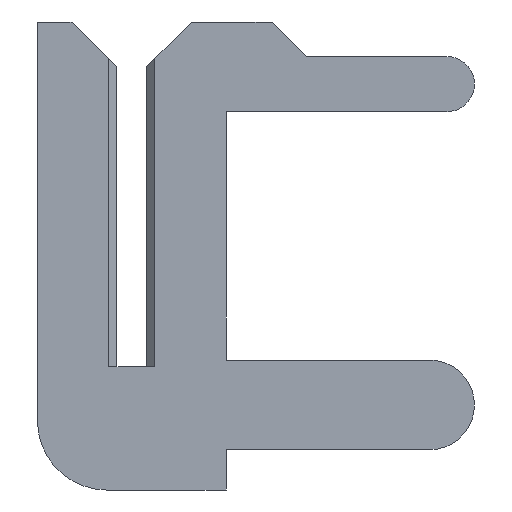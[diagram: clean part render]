
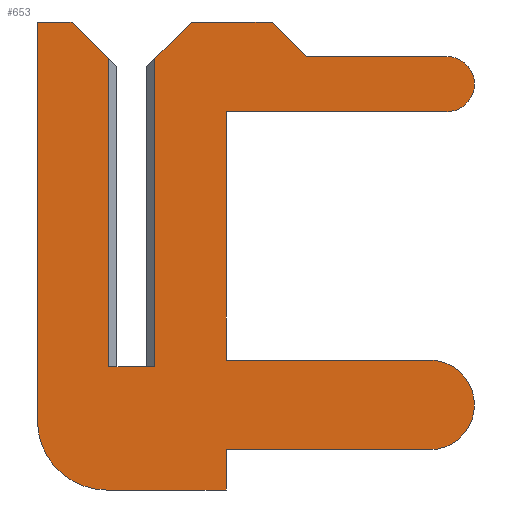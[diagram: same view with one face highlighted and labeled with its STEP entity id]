
A CAD part, left-side view. The second image highlights one B-rep face of the part: STEP entity #653.
In plain terms, the highlighted planar face has unit normal (-1, 0, 0).
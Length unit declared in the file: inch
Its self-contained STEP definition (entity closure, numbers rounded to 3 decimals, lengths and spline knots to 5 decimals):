
#32 = VECTOR ( 'NONE', #918, 39.37008 ) ;
#34 = CARTESIAN_POINT ( 'NONE',  ( -0.01, -0.041, 0.003 ) ) ;
#44 = LINE ( 'NONE', #852, #889 ) ;
#50 = ORIENTED_EDGE ( 'NONE', *, *, #1288, .F. ) ;
#58 = ORIENTED_EDGE ( 'NONE', *, *, #1311, .F. ) ;
#60 = VERTEX_POINT ( 'NONE', #490 ) ;
#67 = ORIENTED_EDGE ( 'NONE', *, *, #156, .F. ) ;
#71 = ORIENTED_EDGE ( 'NONE', *, *, #345, .F. ) ;
#85 = ORIENTED_EDGE ( 'NONE', *, *, #1010, .F. ) ;
#98 = CARTESIAN_POINT ( 'NONE',  ( -0.01, -0.076, 0.135 ) ) ;
#104 = VERTEX_POINT ( 'NONE', #276 ) ;
#118 = VECTOR ( 'NONE', #1182, 39.37008 ) ;
#136 = ORIENTED_EDGE ( 'NONE', *, *, #1045, .F. ) ;
#141 = CARTESIAN_POINT ( 'NONE',  ( -0.01, -0.041, -0.0535 ) ) ;
#145 = PLANE ( 'NONE',  #639 ) ;
#153 = CARTESIAN_POINT ( 'NONE',  ( -0.01, -0.041, -0.0535 ) ) ;
#156 = EDGE_CURVE ( 'NONE', #994, #60, #723, .T. ) ;
#165 = CARTESIAN_POINT ( 'NONE',  ( -0.01, 0.01, 0.134 ) ) ;
#178 = CIRCLE ( 'NONE', #1379, 0.03 ) ;
#179 = EDGE_LOOP ( 'NONE', ( #184, #1229, #504, #734, #540, #1414, #882, #71, #85, #136, #215, #58, #610, #67, #1223, #1524, #50, #1309, #728 ) ) ;
#184 = ORIENTED_EDGE ( 'NONE', *, *, #953, .F. ) ;
#197 = EDGE_CURVE ( 'NONE', #279, #1096, #44, .T. ) ;
#198 = CARTESIAN_POINT ( 'NONE',  ( -0.01, 0.041, -0.0235 ) ) ;
#215 = ORIENTED_EDGE ( 'NONE', *, *, #1540, .F. ) ;
#225 = CARTESIAN_POINT ( 'NONE',  ( -0.01, -0.01, 0.15 ) ) ;
#236 = EDGE_CURVE ( 'NONE', #505, #260, #811, .T. ) ;
#257 = VERTEX_POINT ( 'NONE', #985 ) ;
#258 = CARTESIAN_POINT ( 'NONE',  ( -0.01, 0.011, -0.0235 ) ) ;
#260 = VERTEX_POINT ( 'NONE', #289 ) ;
#269 = VERTEX_POINT ( 'NONE', #153 ) ;
#274 = LINE ( 'NONE', #1413, #1393 ) ;
#276 = CARTESIAN_POINT ( 'NONE',  ( -0.01, -0.137, 0.111 ) ) ;
#279 = VERTEX_POINT ( 'NONE', #1213 ) ;
#289 = CARTESIAN_POINT ( 'NONE',  ( -0.01, 0.026, 0.15 ) ) ;
#320 = DIRECTION ( 'NONE',  ( 0., -0.707, -0.707 ) ) ;
#322 = DIRECTION ( 'NONE',  ( -1., 0., 0. ) ) ;
#344 = DIRECTION ( 'NONE',  ( 0., -1., 0. ) ) ;
#345 = EDGE_CURVE ( 'NONE', #822, #1231, #178, .T. ) ;
#346 = CARTESIAN_POINT ( 'NONE',  ( -0.01, -0.1295, -0.0165 ) ) ;
#349 = CIRCLE ( 'NONE', #1386, 0.0195 ) ;
#379 = CARTESIAN_POINT ( 'NONE',  ( -0.01, 0.041, 0.15 ) ) ;
#383 = VECTOR ( 'NONE', #760, 39.37008 ) ;
#445 = CARTESIAN_POINT ( 'NONE',  ( -0.01, 0.011, -0.0535 ) ) ;
#449 = LINE ( 'NONE', #1158, #383 ) ;
#454 = DIRECTION ( 'NONE',  ( 1., 0., 0. ) ) ;
#462 = CIRCLE ( 'NONE', #517, 0.012 ) ;
#484 = CARTESIAN_POINT ( 'NONE',  ( -0.01, -0.041, 0.111 ) ) ;
#487 = CARTESIAN_POINT ( 'NONE',  ( -0.01, 0.011, -0.0535 ) ) ;
#490 = CARTESIAN_POINT ( 'NONE',  ( -0.01, -0.041, 0.003 ) ) ;
#504 = ORIENTED_EDGE ( 'NONE', *, *, #1361, .F. ) ;
#505 = VERTEX_POINT ( 'NONE', #379 ) ;
#516 = DIRECTION ( 'NONE',  ( 0., 0., -1. ) ) ;
#517 = AXIS2_PLACEMENT_3D ( 'NONE', #676, #454, #1037 ) ;
#533 = CARTESIAN_POINT ( 'NONE',  ( -0.01, -0.01, 0.134 ) ) ;
#538 = LINE ( 'NONE', #487, #880 ) ;
#540 = ORIENTED_EDGE ( 'NONE', *, *, #1254, .F. ) ;
#556 = LINE ( 'NONE', #1510, #1020 ) ;
#564 = CARTESIAN_POINT ( 'NONE',  ( -0.01, -0.026, 0.15 ) ) ;
#572 = CARTESIAN_POINT ( 'NONE',  ( -0.01, -0.1295, 0.003 ) ) ;
#586 = LINE ( 'NONE', #225, #118 ) ;
#610 = ORIENTED_EDGE ( 'NONE', *, *, #928, .F. ) ;
#639 = AXIS2_PLACEMENT_3D ( 'NONE', #897, #322, #1140 ) ;
#643 = FACE_OUTER_BOUND ( 'NONE', #179, .T. ) ;
#653 = ADVANCED_FACE ( 'NONE', ( #643 ), #145, .T. ) ;
#658 = LINE ( 'NONE', #98, #1227 ) ;
#676 = CARTESIAN_POINT ( 'NONE',  ( -0.01, -0.137, 0.123 ) ) ;
#677 = CARTESIAN_POINT ( 'NONE',  ( -0.01, -0.041, 0.111 ) ) ;
#680 = DIRECTION ( 'NONE',  ( 0., -0.707, 0.707 ) ) ;
#683 = VECTOR ( 'NONE', #320, 39.37008 ) ;
#690 = CARTESIAN_POINT ( 'NONE',  ( -0.01, -0.026, 0.15 ) ) ;
#713 = DIRECTION ( 'NONE',  ( 1., 0., 0. ) ) ;
#723 = LINE ( 'NONE', #34, #1316 ) ;
#727 = VERTEX_POINT ( 'NONE', #533 ) ;
#728 = ORIENTED_EDGE ( 'NONE', *, *, #1515, .F. ) ;
#731 = LINE ( 'NONE', #141, #1205 ) ;
#734 = ORIENTED_EDGE ( 'NONE', *, *, #197, .T. ) ;
#760 = DIRECTION ( 'NONE',  ( 0., -1., 0. ) ) ;
#773 = EDGE_CURVE ( 'NONE', #1231, #505, #556, .T. ) ;
#788 = CARTESIAN_POINT ( 'NONE',  ( -0.01, 0.0065, 0. ) ) ;
#790 = LINE ( 'NONE', #788, #998 ) ;
#811 = LINE ( 'NONE', #1374, #990 ) ;
#822 = VERTEX_POINT ( 'NONE', #445 ) ;
#832 = VERTEX_POINT ( 'NONE', #904 ) ;
#837 = EDGE_CURVE ( 'NONE', #898, #104, #462, .T. ) ;
#852 = CARTESIAN_POINT ( 'NONE',  ( -0.01, 0.01, -0.0235 ) ) ;
#864 = DIRECTION ( 'NONE',  ( 0., -1., 0. ) ) ;
#871 = EDGE_CURVE ( 'NONE', #727, #1002, #586, .T. ) ;
#880 = VECTOR ( 'NONE', #1494, 39.37008 ) ;
#882 = ORIENTED_EDGE ( 'NONE', *, *, #773, .F. ) ;
#889 = VECTOR ( 'NONE', #1368, 39.37008 ) ;
#895 = CARTESIAN_POINT ( 'NONE',  ( -0.01, -0.041, -0.036 ) ) ;
#897 = CARTESIAN_POINT ( 'NONE',  ( -0.01, 0.011, -0.0235 ) ) ;
#898 = VERTEX_POINT ( 'NONE', #914 ) ;
#900 = LINE ( 'NONE', #1028, #1481 ) ;
#904 = CARTESIAN_POINT ( 'NONE',  ( -0.01, -0.1295, -0.036 ) ) ;
#907 = DIRECTION ( 'NONE',  ( 0., 0., 1. ) ) ;
#914 = CARTESIAN_POINT ( 'NONE',  ( -0.01, -0.137, 0.135 ) ) ;
#918 = DIRECTION ( 'NONE',  ( 0., -1., 0. ) ) ;
#928 = EDGE_CURVE ( 'NONE', #60, #1542, #900, .T. ) ;
#953 = EDGE_CURVE ( 'NONE', #727, #1063, #274, .T. ) ;
#969 = DIRECTION ( 'NONE',  ( 0., 0., -1. ) ) ;
#985 = CARTESIAN_POINT ( 'NONE',  ( -0.01, -0.041, -0.036 ) ) ;
#990 = VECTOR ( 'NONE', #864, 39.37008 ) ;
#994 = VERTEX_POINT ( 'NONE', #484 ) ;
#998 = VECTOR ( 'NONE', #1521, 39.37008 ) ;
#1002 = VERTEX_POINT ( 'NONE', #1304 ) ;
#1010 = EDGE_CURVE ( 'NONE', #269, #822, #538, .T. ) ;
#1014 = DIRECTION ( 'NONE',  ( 0., 0., 1. ) ) ;
#1017 = LINE ( 'NONE', #1139, #683 ) ;
#1020 = VECTOR ( 'NONE', #1014, 39.37008 ) ;
#1026 = DIRECTION ( 'NONE',  ( 1., 0., 0. ) ) ;
#1028 = CARTESIAN_POINT ( 'NONE',  ( -0.01, -0.1295, 0.003 ) ) ;
#1037 = DIRECTION ( 'NONE',  ( 0., 0., 1. ) ) ;
#1045 = EDGE_CURVE ( 'NONE', #257, #269, #731, .T. ) ;
#1063 = VERTEX_POINT ( 'NONE', #690 ) ;
#1088 = EDGE_CURVE ( 'NONE', #104, #994, #1191, .T. ) ;
#1096 = VERTEX_POINT ( 'NONE', #165 ) ;
#1139 = CARTESIAN_POINT ( 'NONE',  ( -0.01, 0.0065, 0.1305 ) ) ;
#1140 = DIRECTION ( 'NONE',  ( 0., 0., 1. ) ) ;
#1152 = VERTEX_POINT ( 'NONE', #1369 ) ;
#1154 = VERTEX_POINT ( 'NONE', #1351 ) ;
#1158 = CARTESIAN_POINT ( 'NONE',  ( -0.01, -0.137, 0.135 ) ) ;
#1163 = DIRECTION ( 'NONE',  ( 0., -0.707, -0.707 ) ) ;
#1182 = DIRECTION ( 'NONE',  ( 0., 0., -1. ) ) ;
#1190 = LINE ( 'NONE', #895, #1461 ) ;
#1191 = LINE ( 'NONE', #677, #1463 ) ;
#1205 = VECTOR ( 'NONE', #969, 39.37008 ) ;
#1213 = CARTESIAN_POINT ( 'NONE',  ( -0.01, 0.01, 0. ) ) ;
#1223 = ORIENTED_EDGE ( 'NONE', *, *, #1088, .F. ) ;
#1227 = VECTOR ( 'NONE', #1163, 39.37008 ) ;
#1229 = ORIENTED_EDGE ( 'NONE', *, *, #871, .T. ) ;
#1231 = VERTEX_POINT ( 'NONE', #198 ) ;
#1254 = EDGE_CURVE ( 'NONE', #260, #1096, #1017, .T. ) ;
#1271 = DIRECTION ( 'NONE',  ( 0., 1., 0. ) ) ;
#1288 = EDGE_CURVE ( 'NONE', #1152, #898, #449, .T. ) ;
#1303 = DIRECTION ( 'NONE',  ( 0., 1., 0. ) ) ;
#1304 = CARTESIAN_POINT ( 'NONE',  ( -0.01, -0.01, 0. ) ) ;
#1309 = ORIENTED_EDGE ( 'NONE', *, *, #1477, .F. ) ;
#1311 = EDGE_CURVE ( 'NONE', #1542, #832, #349, .T. ) ;
#1316 = VECTOR ( 'NONE', #516, 39.37008 ) ;
#1351 = CARTESIAN_POINT ( 'NONE',  ( -0.01, -0.061, 0.15 ) ) ;
#1361 = EDGE_CURVE ( 'NONE', #279, #1002, #790, .T. ) ;
#1368 = DIRECTION ( 'NONE',  ( 0., 0., 1. ) ) ;
#1369 = CARTESIAN_POINT ( 'NONE',  ( -0.01, -0.076, 0.135 ) ) ;
#1373 = LINE ( 'NONE', #564, #32 ) ;
#1374 = CARTESIAN_POINT ( 'NONE',  ( -0.01, 0.026, 0.15 ) ) ;
#1379 = AXIS2_PLACEMENT_3D ( 'NONE', #258, #713, #1457 ) ;
#1386 = AXIS2_PLACEMENT_3D ( 'NONE', #346, #1026, #907 ) ;
#1393 = VECTOR ( 'NONE', #680, 39.37008 ) ;
#1413 = CARTESIAN_POINT ( 'NONE',  ( -0.01, -0.0065, 0.1305 ) ) ;
#1414 = ORIENTED_EDGE ( 'NONE', *, *, #236, .F. ) ;
#1457 = DIRECTION ( 'NONE',  ( 0., 0., 1. ) ) ;
#1461 = VECTOR ( 'NONE', #1303, 39.37008 ) ;
#1463 = VECTOR ( 'NONE', #1271, 39.37008 ) ;
#1477 = EDGE_CURVE ( 'NONE', #1154, #1152, #658, .T. ) ;
#1481 = VECTOR ( 'NONE', #344, 39.37008 ) ;
#1494 = DIRECTION ( 'NONE',  ( 0., 1., 0. ) ) ;
#1510 = CARTESIAN_POINT ( 'NONE',  ( -0.01, 0.041, 0.15 ) ) ;
#1515 = EDGE_CURVE ( 'NONE', #1063, #1154, #1373, .T. ) ;
#1521 = DIRECTION ( 'NONE',  ( 0., -1., 0. ) ) ;
#1524 = ORIENTED_EDGE ( 'NONE', *, *, #837, .F. ) ;
#1540 = EDGE_CURVE ( 'NONE', #832, #257, #1190, .T. ) ;
#1542 = VERTEX_POINT ( 'NONE', #572 ) ;
